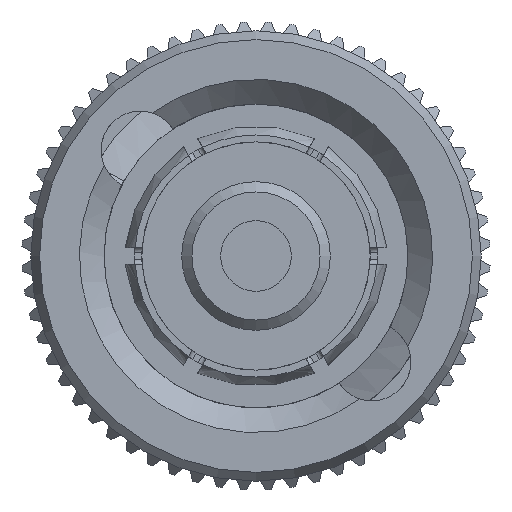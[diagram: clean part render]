
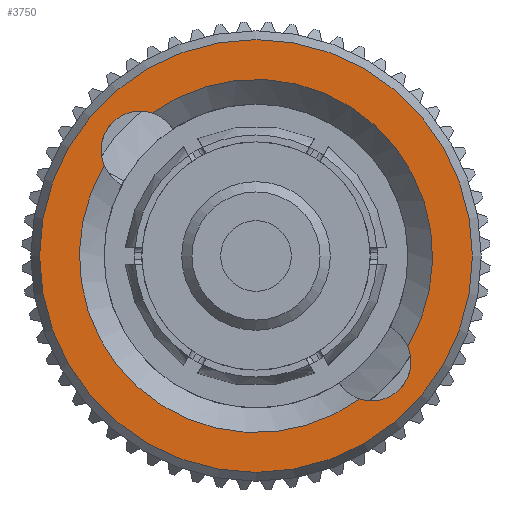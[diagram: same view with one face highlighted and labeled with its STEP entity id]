
A CAD part, left-side view. The second image highlights one B-rep face of the part: STEP entity #3750.
In plain terms, the highlighted planar face has unit normal (-1, 0, 0).
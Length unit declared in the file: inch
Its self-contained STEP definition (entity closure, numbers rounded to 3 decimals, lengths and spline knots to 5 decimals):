
#233 = CARTESIAN_POINT ( 'NONE',  ( 0.33873, 0., -0.26339 ) ) ;
#358 = CARTESIAN_POINT ( 'NONE',  ( 0.33873, 0.1847, 0.10993 ) ) ;
#367 = CARTESIAN_POINT ( 'NONE',  ( 0.33873, -0.1262, -0.174 ) ) ;
#641 = VERTEX_POINT ( 'NONE', #367 ) ;
#1003 = CIRCLE ( 'NONE', #9613, 0.21494 ) ;
#1149 = DIRECTION ( 'NONE',  ( 1., 0., 0. ) ) ;
#1201 = EDGE_CURVE ( 'NONE', #6645, #1960, #11277, .T. ) ;
#1730 = EDGE_CURVE ( 'NONE', #641, #6645, #1003, .T. ) ;
#1960 = VERTEX_POINT ( 'NONE', #8401 ) ;
#2023 = EDGE_CURVE ( 'NONE', #4191, #641, #5754, .T. ) ;
#2182 = DIRECTION ( 'NONE',  ( 1., 0., 0. ) ) ;
#2586 = AXIS2_PLACEMENT_3D ( 'NONE', #5861, #2182, #4955 ) ;
#2740 = CIRCLE ( 'NONE', #3389, 0.26339 ) ;
#3184 = FACE_BOUND ( 'NONE', #10897, .T. ) ;
#3285 = EDGE_LOOP ( 'NONE', ( #4841 ) ) ;
#3336 = DIRECTION ( 'NONE',  ( 0., 0., -1. ) ) ;
#3389 = AXIS2_PLACEMENT_3D ( 'NONE', #10389, #6822, #8568 ) ;
#3750 = ADVANCED_FACE ( 'NONE', ( #3184, #10725 ), #5602, .F. ) ;
#4191 = VERTEX_POINT ( 'NONE', #6535 ) ;
#4354 = DIRECTION ( 'NONE',  ( 0., 0., -1. ) ) ;
#4454 = CIRCLE ( 'NONE', #10761, 0.21494 ) ;
#4579 = CARTESIAN_POINT ( 'NONE',  ( 0.33873, 0., 0. ) ) ;
#4841 = ORIENTED_EDGE ( 'NONE', *, *, #7765, .F. ) ;
#4955 = DIRECTION ( 'NONE',  ( 0., 0., -1. ) ) ;
#5092 = EDGE_CURVE ( 'NONE', #1960, #4191, #4454, .T. ) ;
#5602 = PLANE ( 'NONE',  #8218 ) ;
#5754 = CIRCLE ( 'NONE', #2586, 0.04758 ) ;
#5861 = CARTESIAN_POINT ( 'NONE',  ( 0.33873, -0.14101, -0.12878 ) ) ;
#5974 = ORIENTED_EDGE ( 'NONE', *, *, #2023, .T. ) ;
#6535 = CARTESIAN_POINT ( 'NONE',  ( 0.33873, -0.1847, -0.10993 ) ) ;
#6645 = VERTEX_POINT ( 'NONE', #358 ) ;
#6822 = DIRECTION ( 'NONE',  ( 1., 0., 0. ) ) ;
#7419 = DIRECTION ( 'NONE',  ( 0., 0., -1. ) ) ;
#7592 = CARTESIAN_POINT ( 'NONE',  ( 0.33873, 0., -0.26339 ) ) ;
#7765 = EDGE_CURVE ( 'NONE', #9934, #9934, #2740, .T. ) ;
#8105 = ORIENTED_EDGE ( 'NONE', *, *, #1201, .T. ) ;
#8218 = AXIS2_PLACEMENT_3D ( 'NONE', #233, #1149, #7419 ) ;
#8401 = CARTESIAN_POINT ( 'NONE',  ( 0.33873, 0.1262, 0.174 ) ) ;
#8568 = DIRECTION ( 'NONE',  ( 0., 0., -1. ) ) ;
#8699 = DIRECTION ( 'NONE',  ( 1., 0., 0. ) ) ;
#8805 = CARTESIAN_POINT ( 'NONE',  ( 0.33873, 0., 0. ) ) ;
#8875 = DIRECTION ( 'NONE',  ( 0., 0., -1. ) ) ;
#8878 = DIRECTION ( 'NONE',  ( 1., 0., 0. ) ) ;
#9356 = ORIENTED_EDGE ( 'NONE', *, *, #1730, .T. ) ;
#9369 = ORIENTED_EDGE ( 'NONE', *, *, #5092, .T. ) ;
#9613 = AXIS2_PLACEMENT_3D ( 'NONE', #4579, #9886, #8875 ) ;
#9698 = CARTESIAN_POINT ( 'NONE',  ( 0.33873, 0.14101, 0.12878 ) ) ;
#9886 = DIRECTION ( 'NONE',  ( 1., 0., 0. ) ) ;
#9934 = VERTEX_POINT ( 'NONE', #7592 ) ;
#9982 = AXIS2_PLACEMENT_3D ( 'NONE', #9698, #8699, #3336 ) ;
#10389 = CARTESIAN_POINT ( 'NONE',  ( 0.33873, 0., 0. ) ) ;
#10725 = FACE_OUTER_BOUND ( 'NONE', #3285, .T. ) ;
#10761 = AXIS2_PLACEMENT_3D ( 'NONE', #8805, #8878, #4354 ) ;
#10897 = EDGE_LOOP ( 'NONE', ( #9369, #5974, #9356, #8105 ) ) ;
#11277 = CIRCLE ( 'NONE', #9982, 0.04758 ) ;
